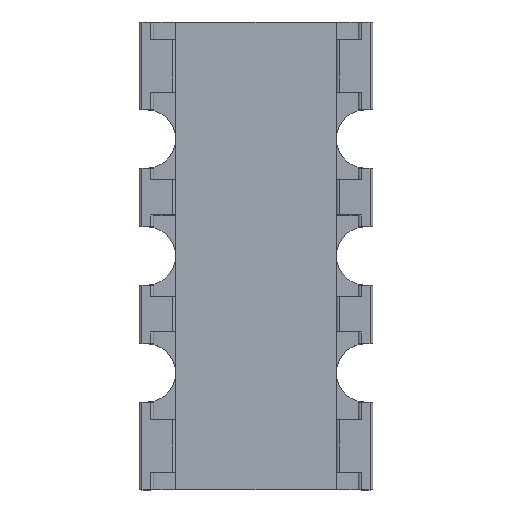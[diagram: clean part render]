
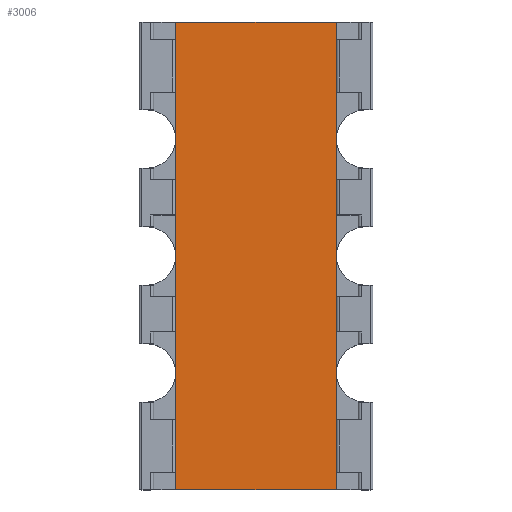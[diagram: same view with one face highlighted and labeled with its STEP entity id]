
A CAD part, top view. The second image highlights one B-rep face of the part: STEP entity #3006.
In plain terms, the highlighted planar face has unit normal (0, 0, 1).
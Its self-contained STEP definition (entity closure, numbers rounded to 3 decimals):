
#13=DIRECTION('',(0.,0.,1.));
#34=VECTOR('',#35,1.);
#35=DIRECTION('',(0.,1.,0.));
#47=DIRECTION('',(1.,0.,0.));
#58=VECTOR('',#47,1.);
#972=VERTEX_POINT('',#973);
#973=CARTESIAN_POINT('',(-0.55,-1.6,0.5));
#975=ORIENTED_EDGE('',*,*,#976,.T.);
#976=EDGE_CURVE('',#972,#977,#979,.T.);
#977=VERTEX_POINT('',#978);
#978=CARTESIAN_POINT('',(0.55,-1.6,0.5));
#979=LINE('',#973,#58);
#2727=ORIENTED_EDGE('',*,*,#2728,.F.);
#2728=EDGE_CURVE('',#972,#2729,#2731,.T.);
#2729=VERTEX_POINT('',#2730);
#2730=CARTESIAN_POINT('',(-0.55,1.6,0.5));
#2731=LINE('',#973,#34);
#2914=EDGE_CURVE('',#977,#2915,#2917,.T.);
#2915=VERTEX_POINT('',#2916);
#2916=CARTESIAN_POINT('',(0.55,1.6,0.5));
#2917=LINE('',#978,#34);
#3006=ADVANCED_FACE('',(#3007),#3013,.T.);
#3007=FACE_BOUND('',#3008,.T.);
#3008=EDGE_LOOP('',(#2727,#975,#3009,#3010));
#3009=ORIENTED_EDGE('',*,*,#2914,.T.);
#3010=ORIENTED_EDGE('',*,*,#3011,.F.);
#3011=EDGE_CURVE('',#2729,#2915,#3012,.T.);
#3012=LINE('',#2730,#58);
#3013=PLANE('',#3014);
#3014=AXIS2_PLACEMENT_3D('',#973,#13,#47);
